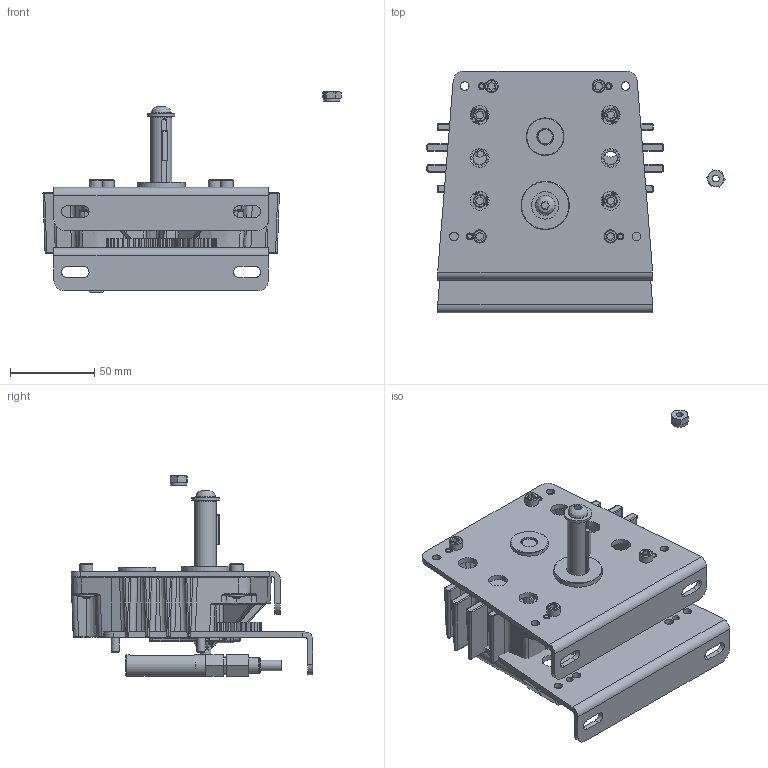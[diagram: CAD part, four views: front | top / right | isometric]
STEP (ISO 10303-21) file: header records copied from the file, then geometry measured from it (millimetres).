
FILE_DESCRIPTION( ( 'Unknown' ), '1' );
FILE_NAME( 'Toughbox-Mini.stp', 'Unknown', ( 'Unknown' ), ( 'Unknown' ), 'XStep 1.0', 'Unknown', ' ' );
FILE_SCHEMA( ( 'CONFIG_CONTROL_DESIGN' ) );
Length unit declared in the file: millimetre
Products named in the file (19): Assem1; r6zz; Toughbox_d03; Toughbox_d07; Toughbox_d05; Toughbox_d08; Toughbox_d06; fr-6-zz; fr-8-zz; 10-32_nylock_nut; 5-16_washer; Toughbox_d09; 8mm_spring_clip; Toughbox-mini_d01-5-12; Toughbox-mini_d02; 250_washer; 14-20x0500_bhcs; 125x124x700_key; 10-32x0625_shcs
Bounding box: 176.36 x 143.08 x 118.58 mm (x, y, z)
Volume: 448058.9 mm3; surface area: 269337.9 mm2
Topology: 52 solids, 52 shells, 4397 faces, 11003 edges, 6623 vertices
Faces by surface type: cylinder 2011, plane 870, bspline 858, torus 288, cone 234, sphere 136
Full cylindrical faces by diameter (mm): 1.778 x4, 4.039 x5, 4.089 x8, 4.775 x9, 4.976 x2, 5.105 x24, 6.325 x2, 6.35 x2, 7.112 x2, 7.823 x9, 8.788 x5, 9.5 x6, 9.525 x10, 10.16 x2, 11.113 x12, 11.176 x2, 11.684 x2, 12.675 x2, 12.7 x2, 16.256 x2, 17.526 x5, 18.034 x2, 20.828 x4, 22.212 x6, 22.225 x5, 24.689 x2, 28.562 x2, 28.575 x2, 31.75 x2
Entity records: 79779 total; most frequent: CARTESIAN_POINT 32271, DIRECTION 10121, ORIENTED_EDGE 9716, EDGE_CURVE 4858, AXIS2_PLACEMENT_3D 4280, VERTEX_POINT 3023, CIRCLE 2324, EDGE_LOOP 2290
